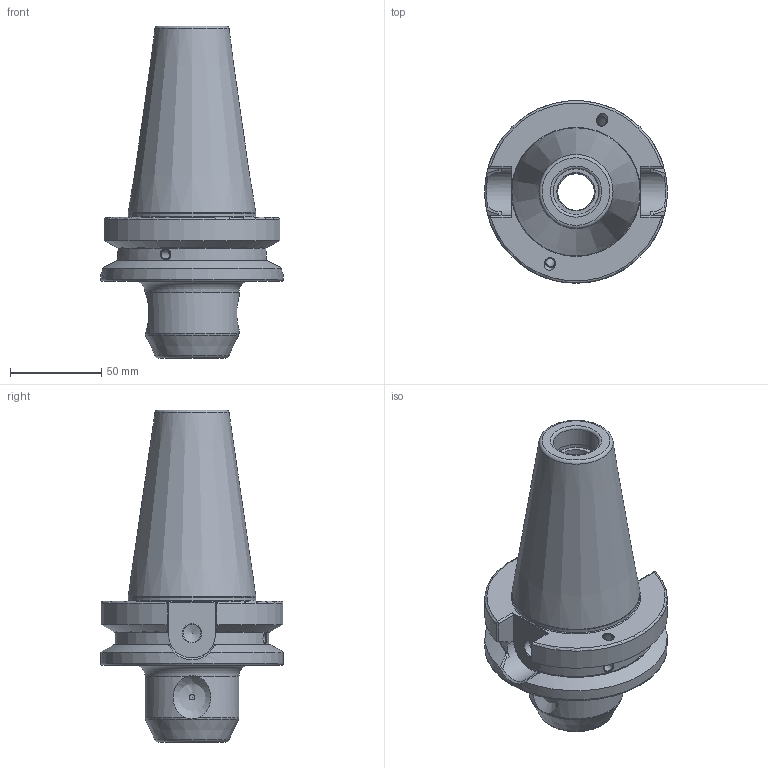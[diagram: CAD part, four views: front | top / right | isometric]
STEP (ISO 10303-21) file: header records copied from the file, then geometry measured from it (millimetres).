
FILE_DESCRIPTION(/* description */ (''),/* implementation_level */ '2;1');
FILE_NAME(/* name */ '97550041-20-80-V1.stp',/* time_stamp */ '2024-07-12T09:05:45+02:00',/* author */ ('jana.schmid'),/* organization */ (''),/* preprocessor_version */ 'ST-DEVELOPER v19.2',/* originating_system */ 'Autodesk Inventor 2023',/* authorisation */ '');
FILE_SCHEMA (('AUTOMOTIVE_DESIGN { 1 0 10303 214 3 1 1 }'));
Length unit declared in the file: millimetre
Products named in the file (1): 97550041-20-80-V1
Bounding box: 100 x 100 x 181.8 mm (x, y, z)
Volume: 505822.2 mm3; surface area: 64638.9 mm2
Topology: 1 solids, 1 shells, 142 faces, 385 edges, 252 vertices
Faces by surface type: plane 62, cylinder 32, cone 19, torus 15, bspline 9, sphere 5
Full cylindrical faces by diameter (mm): 2.8 x2, 5 x4, 6 x4, 9.8 x1, 10.05 x1, 14 x1, 20 x1, 21 x1, 25 x1, 25.35 x1, 69.708 x1, 100 x1
Entity records: 5413 total; most frequent: CARTESIAN_POINT 1874, ORIENTED_EDGE 764, DIRECTION 690, EDGE_CURVE 382, AXIS2_PLACEMENT_3D 274, VERTEX_POINT 252, EDGE_LOOP 168, FACE_OUTER_BOUND 142
